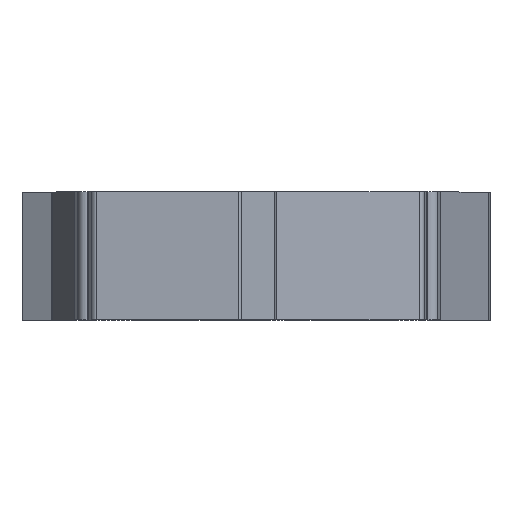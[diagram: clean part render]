
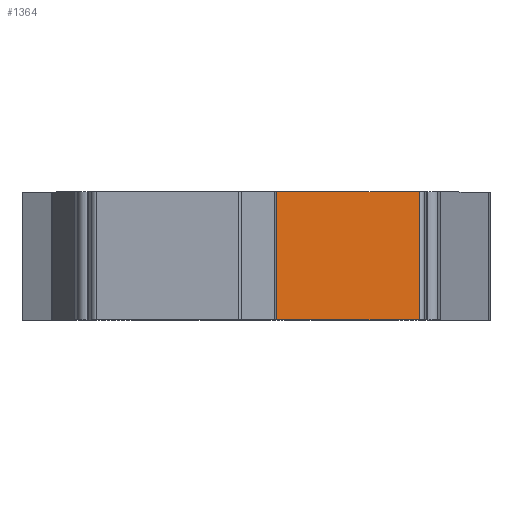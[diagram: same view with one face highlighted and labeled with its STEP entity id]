
A CAD part, top view. The second image highlights one B-rep face of the part: STEP entity #1364.
In plain terms, the highlighted planar face has unit normal (0.087, 0, 0.996).
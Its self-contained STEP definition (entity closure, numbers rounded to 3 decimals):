
#116=ORIENTED_EDGE('',*,*,#527,.T.);
#117=ORIENTED_EDGE('',*,*,#530,.T.);
#118=ORIENTED_EDGE('',*,*,#531,.T.);
#119=ORIENTED_EDGE('',*,*,#532,.F.);
#527=EDGE_CURVE('',#735,#733,#869,.T.);
#530=EDGE_CURVE('',#733,#737,#871,.F.);
#531=EDGE_CURVE('',#737,#738,#872,.T.);
#532=EDGE_CURVE('',#735,#738,#873,.T.);
#733=VERTEX_POINT('',#2008);
#735=VERTEX_POINT('',#2011);
#737=VERTEX_POINT('',#2017);
#738=VERTEX_POINT('',#2019);
#869=LINE('',#2010,#1028);
#871=LINE('',#2016,#1030);
#872=LINE('',#2018,#1031);
#873=LINE('',#2020,#1032);
#1028=VECTOR('',#1599,1000.);
#1030=VECTOR('',#1605,1000.);
#1031=VECTOR('',#1606,1000.);
#1032=VECTOR('',#1607,1000.);
#1175=EDGE_LOOP('',(#116,#117,#118,#119));
#1246=FACE_BOUND('',#1175,.T.);
#1315=PLANE('',#1452);
#1364=ADVANCED_FACE('',(#1246),#1315,.T.);
#1452=AXIS2_PLACEMENT_3D('',#2015,#1603,#1604);
#1599=DIRECTION('',(0.,1.,0.));
#1603=DIRECTION('',(0.087,0.,0.996));
#1604=DIRECTION('',(0.996,0.,-0.087));
#1605=DIRECTION('',(0.996,0.,-0.087));
#1606=DIRECTION('',(0.,-1.,0.));
#1607=DIRECTION('',(-0.996,0.,0.087));
#2008=CARTESIAN_POINT('',(14.555,6.55,11.377));
#2010=CARTESIAN_POINT('',(14.555,46.895,11.377));
#2011=CARTESIAN_POINT('',(14.555,-5.,11.377));
#2015=CARTESIAN_POINT('',(16.5,46.895,11.206));
#2016=CARTESIAN_POINT('',(10.348,6.55,11.745));
#2017=CARTESIAN_POINT('',(1.723,6.55,12.499));
#2018=CARTESIAN_POINT('',(1.723,47.846,12.499));
#2019=CARTESIAN_POINT('',(1.723,-5.,12.499));
#2020=CARTESIAN_POINT('',(16.5,-5.,11.206));
